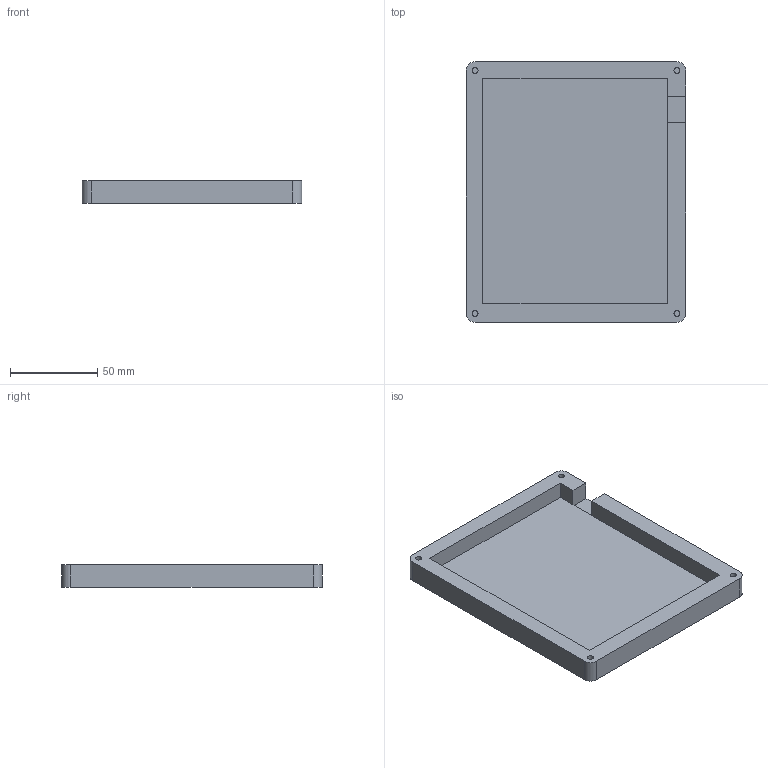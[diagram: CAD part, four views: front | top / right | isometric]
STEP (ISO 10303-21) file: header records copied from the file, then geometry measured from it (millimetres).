
FILE_DESCRIPTION(('FreeCAD Model'),'2;1');
FILE_NAME('Open CASCADE Shape Model','2025-07-18T17:40:33',(''),(''), 'Open CASCADE STEP processor 7.8','FreeCAD','Unknown');
FILE_SCHEMA(('AUTOMOTIVE_DESIGN { 1 0 10303 214 1 1 1 1 }'));
Length unit declared in the file: millimetre
Products named in the file (5): Unnamed; Fillet; ShapeString (mirrored); Body; ShapeString (mirrored)001
Assembly tree (4 placements, depth 2):
  Unnamed
    Fillet
    ShapeString (mirrored)
    Body
    ShapeString (mirrored)001
Bounding box: 125.5 x 149 x 13 mm (x, y, z)
Volume: 209610.9 mm3; surface area: 98931.3 mm2
Topology: 2 solids, 24 shells, 78 faces, 666 edges, 622 vertices
Faces by surface type: plane 62, cylinder 16
Full cylindrical faces by diameter (mm): 3.4 x8
Entity records: 6420 total; most frequent: CARTESIAN_POINT 2021, ORIENTED_EDGE 794, EDGE_CURVE 666, VERTEX_POINT 622, DIRECTION 539, B_SPLINE_CURVE_WITH_KNOTS 325, LINE 309, VECTOR 309
